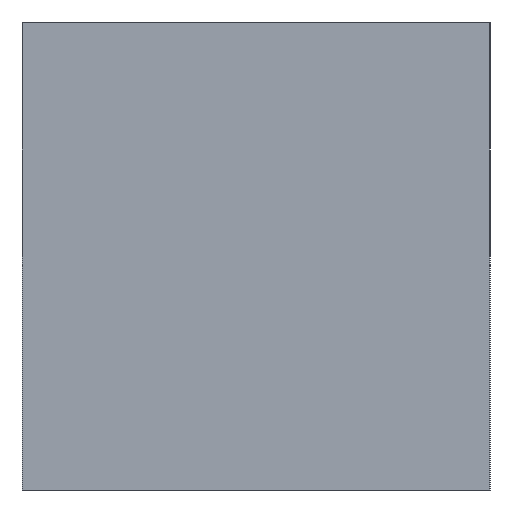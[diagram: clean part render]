
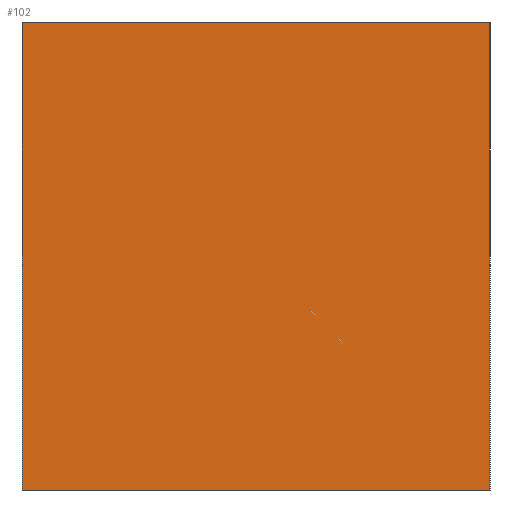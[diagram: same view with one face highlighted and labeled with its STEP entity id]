
A CAD part, left-side view. The second image highlights one B-rep face of the part: STEP entity #102.
In plain terms, the highlighted planar face has unit normal (-1, 0, 0).
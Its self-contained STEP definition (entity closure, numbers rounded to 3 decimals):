
#16=FACE_OUTER_BOUND('',#22,.T.);
#22=EDGE_LOOP('',(#75,#76,#77,#78));
#29=LINE('',#167,#41);
#31=LINE('',#172,#43);
#32=LINE('',#173,#44);
#33=LINE('',#174,#45);
#41=VECTOR('',#139,10.);
#43=VECTOR('',#143,10.);
#44=VECTOR('',#144,10.);
#45=VECTOR('',#145,10.);
#53=VERTEX_POINT('',#164);
#54=VERTEX_POINT('',#166);
#55=VERTEX_POINT('',#170);
#56=VERTEX_POINT('',#171);
#61=EDGE_CURVE('',#54,#53,#29,.T.);
#63=EDGE_CURVE('',#55,#56,#31,.T.);
#64=EDGE_CURVE('',#54,#56,#32,.T.);
#65=EDGE_CURVE('',#55,#53,#33,.T.);
#75=ORIENTED_EDGE('',*,*,#63,.T.);
#76=ORIENTED_EDGE('',*,*,#64,.F.);
#77=ORIENTED_EDGE('',*,*,#61,.T.);
#78=ORIENTED_EDGE('',*,*,#65,.F.);
#96=PLANE('',#128);
#102=ADVANCED_FACE('',(#16),#96,.T.);
#128=AXIS2_PLACEMENT_3D('',#169,#141,#142);
#139=DIRECTION('',(0.,-1.,0.));
#141=DIRECTION('center_axis',(-1.,0.,0.));
#142=DIRECTION('ref_axis',(0.,0.,1.));
#143=DIRECTION('',(0.,1.,0.));
#144=DIRECTION('',(0.,0.,1.));
#145=DIRECTION('',(0.,0.,-1.));
#164=CARTESIAN_POINT('',(-37.5,-15.,-15.));
#166=CARTESIAN_POINT('',(-37.5,15.,-15.));
#167=CARTESIAN_POINT('',(-37.5,15.,-15.));
#169=CARTESIAN_POINT('Origin',(-37.5,-15.,0.));
#170=CARTESIAN_POINT('',(-37.5,-15.,15.));
#171=CARTESIAN_POINT('',(-37.5,15.,15.));
#172=CARTESIAN_POINT('',(-37.5,15.,15.));
#173=CARTESIAN_POINT('',(-37.5,15.,0.));
#174=CARTESIAN_POINT('',(-37.5,-15.,0.));
